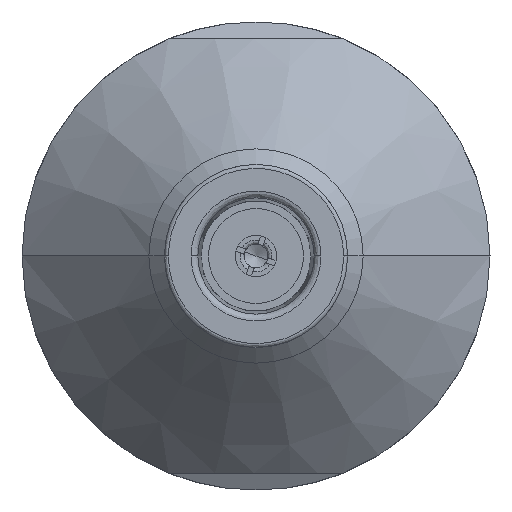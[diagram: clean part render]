
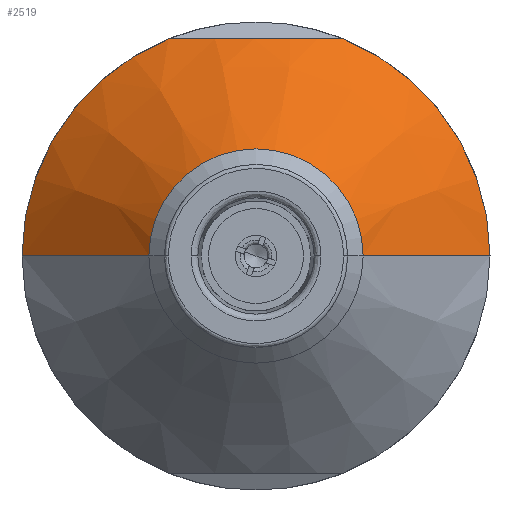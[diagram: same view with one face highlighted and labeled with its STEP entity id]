
A CAD part, left-side view. The second image highlights one B-rep face of the part: STEP entity #2519.
In plain terms, the highlighted conical face has half-angle 45 degrees and reference radius 17.25 mm.
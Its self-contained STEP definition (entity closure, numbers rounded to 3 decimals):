
#17 = EDGE_CURVE ( 'NONE', #8019, #1047, #4235, .T. ) ;
#242 = AXIS2_PLACEMENT_3D ( 'NONE', #9290, #970, #7181 ) ;
#422 = VERTEX_POINT ( 'NONE', #8841 ) ;
#576 = DIRECTION ( 'NONE',  ( 1., 0., 0. ) ) ;
#637 = CARTESIAN_POINT ( 'NONE',  ( 19.648, 4.353, 16. ) ) ;
#758 = CIRCLE ( 'NONE', #9013, 7.9 ) ;
#970 = DIRECTION ( 'NONE',  ( 1., 0., 0. ) ) ;
#1041 = DIRECTION ( 'NONE',  ( 0.707, 0.707, 0. ) ) ;
#1047 = VERTEX_POINT ( 'NONE', #7096 ) ;
#1424 = ORIENTED_EDGE ( 'NONE', *, *, #17, .F. ) ;
#1428 = DIRECTION ( 'NONE',  ( 1., 0., 0. ) ) ;
#1506 = VERTEX_POINT ( 'NONE', #4933 ) ;
#1545 = CARTESIAN_POINT ( 'NONE',  ( 19.241, 2.2, 16. ) ) ;
#1625 = FACE_OUTER_BOUND ( 'NONE', #4784, .T. ) ;
#1798 = AXIS2_PLACEMENT_3D ( 'NONE', #6815, #1428, #7688 ) ;
#1828 = DIRECTION ( 'NONE',  ( 1., 0., 0. ) ) ;
#2299 = ORIENTED_EDGE ( 'NONE', *, *, #4959, .F. ) ;
#2432 = CARTESIAN_POINT ( 'NONE',  ( 19.1, 0.553, 16. ) ) ;
#2519 = ADVANCED_FACE ( 'NONE', ( #1625 ), #10636, .T. ) ;
#2841 = ORIENTED_EDGE ( 'NONE', *, *, #11225, .T. ) ;
#3328 = CARTESIAN_POINT ( 'NONE',  ( 19.573, -4.368, 16. ) ) ;
#4210 = CARTESIAN_POINT ( 'NONE',  ( 19.961, 5.407, 16. ) ) ;
#4235 = CIRCLE ( 'NONE', #11495, 17.25 ) ;
#4784 = EDGE_LOOP ( 'NONE', ( #2841, #9615, #1424, #5229, #11063, #2299 ) ) ;
#4874 = DIRECTION ( 'NONE',  ( 0.707, -0.707, 0. ) ) ;
#4933 = CARTESIAN_POINT ( 'NONE',  ( 11., 7.9, 0. ) ) ;
#4959 = EDGE_CURVE ( 'NONE', #1506, #422, #9309, .T. ) ;
#5044 = CIRCLE ( 'NONE', #1798, 17.25 ) ;
#5061 = VERTEX_POINT ( 'NONE', #6717 ) ;
#5064 = CARTESIAN_POINT ( 'NONE',  ( 20.35, 6.447, 16. ) ) ;
#5229 = ORIENTED_EDGE ( 'NONE', *, *, #8798, .F. ) ;
#5496 = CARTESIAN_POINT ( 'NONE',  ( 20.35, 17.25, 0. ) ) ;
#5662 = VECTOR ( 'NONE', #4874, 1000. ) ;
#5837 = CARTESIAN_POINT ( 'NONE',  ( 20.35, 0., 0. ) ) ;
#6599 = VERTEX_POINT ( 'NONE', #5064 ) ;
#6602 = B_SPLINE_CURVE_WITH_KNOTS ( 'NONE', 3,
 ( #9602, #4210, #637, #6921, #1545, #7801, #2432, #8722, #3328, #9642 ),
 .UNSPECIFIED., .F., .F.,
 ( 4, 2, 2, 2, 4 ),
 ( 0., 0.003, 0.005, 0.007, 0.013 ),
 .UNSPECIFIED. ) ;
#6717 = CARTESIAN_POINT ( 'NONE',  ( 11., -7.9, 0. ) ) ;
#6815 = CARTESIAN_POINT ( 'NONE',  ( 20.35, 0., 0. ) ) ;
#6921 = CARTESIAN_POINT ( 'NONE',  ( 19.325, 2.742, 16. ) ) ;
#7096 = CARTESIAN_POINT ( 'NONE',  ( 20.35, -17.25, 0. ) ) ;
#7146 = EDGE_CURVE ( 'NONE', #422, #6599, #5044, .T. ) ;
#7177 = CARTESIAN_POINT ( 'NONE',  ( 11., 0., 0. ) ) ;
#7181 = DIRECTION ( 'NONE',  ( 0., 1., 0. ) ) ;
#7269 = CARTESIAN_POINT ( 'NONE',  ( 20.35, -6.447, 16. ) ) ;
#7688 = DIRECTION ( 'NONE',  ( 0., 1., 0. ) ) ;
#7801 = CARTESIAN_POINT ( 'NONE',  ( 19.129, 1.106, 16. ) ) ;
#8019 = VERTEX_POINT ( 'NONE', #7269 ) ;
#8101 = DIRECTION ( 'NONE',  ( 0., 1., 0. ) ) ;
#8722 = CARTESIAN_POINT ( 'NONE',  ( 19.101, -2.231, 16. ) ) ;
#8798 = EDGE_CURVE ( 'NONE', #6599, #8019, #6602, .T. ) ;
#8841 = CARTESIAN_POINT ( 'NONE',  ( 20.35, 17.25, 0. ) ) ;
#9013 = AXIS2_PLACEMENT_3D ( 'NONE', #7177, #1828, #8101 ) ;
#9290 = CARTESIAN_POINT ( 'NONE',  ( 20.35, 0., 0. ) ) ;
#9309 = LINE ( 'NONE', #5496, #11458 ) ;
#9602 = CARTESIAN_POINT ( 'NONE',  ( 20.35, 6.447, 16. ) ) ;
#9615 = ORIENTED_EDGE ( 'NONE', *, *, #11450, .T. ) ;
#9642 = CARTESIAN_POINT ( 'NONE',  ( 20.35, -6.447, 16. ) ) ;
#10280 = CARTESIAN_POINT ( 'NONE',  ( 20.35, -17.25, 0. ) ) ;
#10636 = CONICAL_SURFACE ( 'NONE', #242, 17.25, 0.785 ) ;
#11051 = LINE ( 'NONE', #10280, #5662 ) ;
#11063 = ORIENTED_EDGE ( 'NONE', *, *, #7146, .F. ) ;
#11215 = DIRECTION ( 'NONE',  ( 0., 1., 0. ) ) ;
#11225 = EDGE_CURVE ( 'NONE', #1506, #5061, #758, .T. ) ;
#11450 = EDGE_CURVE ( 'NONE', #5061, #1047, #11051, .T. ) ;
#11458 = VECTOR ( 'NONE', #1041, 1000. ) ;
#11495 = AXIS2_PLACEMENT_3D ( 'NONE', #5837, #576, #11215 ) ;
